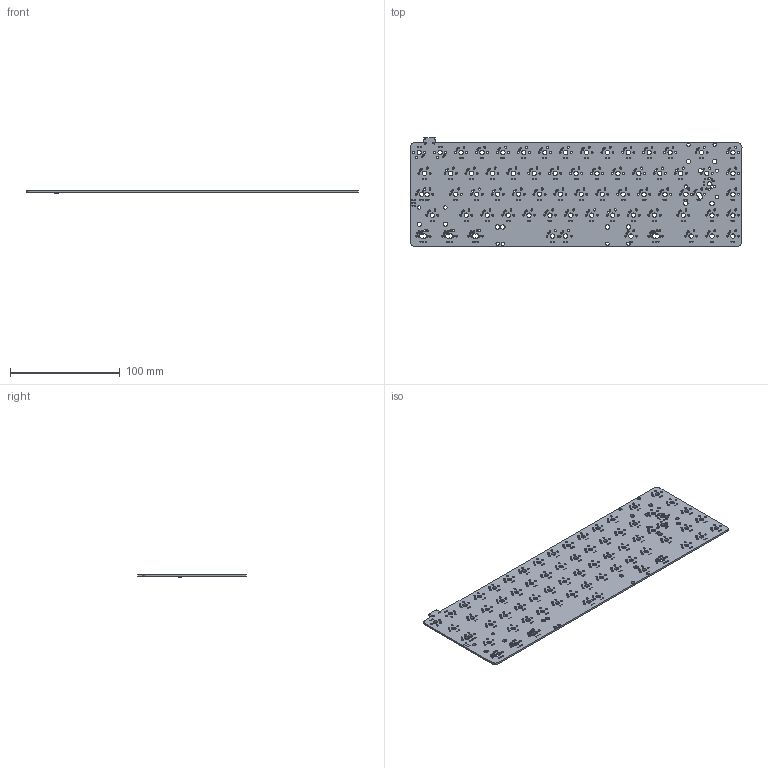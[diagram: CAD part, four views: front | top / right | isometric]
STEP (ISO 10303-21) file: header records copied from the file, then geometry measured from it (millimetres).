
FILE_DESCRIPTION(('KiCad electronic assembly'),'2;1');
FILE_NAME('EV65 PCB.step','2020-05-30T09:21:58',('An Author'),( 'A Company'),'Open CASCADE STEP processor 6.9', 'KiCad to STEP converter','Unknown');
FILE_SCHEMA(('AUTOMOTIVE_DESIGN { 1 0 10303 214 1 1 1 1 }'));
Length unit declared in the file: millimetre
Products named in the file (4): Open CASCADE STEP translator 6.9 1; Crystal_SMD_3225-4Pin_3.2x2.5mm; SOLID; COMPOUND
Assembly tree (3 placements, depth 3):
  Open CASCADE STEP translator 6.9 1
    Crystal_SMD_3225-4Pin_3.2x2.5mm
      SOLID
    COMPOUND
Bounding box: 302.43 x 98.55 x 2.29 mm (x, y, z)
Volume: 42224.5 mm3; surface area: 59834.3 mm2
Topology: 2 solids, 2 shells, 949 faces, 2829 edges, 1886 vertices
Faces by surface type: cylinder 915, plane 34
Full cylindrical faces by diameter (mm): 0.65 x2, 1 x6, 1.04 x141, 1.47 x148, 1.702 x1, 1.75 x133, 3.048 x11, 3.988 x74
Entity records: 72111 total; most frequent: DIRECTION 11811, CARTESIAN_POINT 11758, ORIENTED_EDGE 5658, PCURVE 5658, DEFINITIONAL_REPRESENTATION 5658, LINE 4419, VECTOR 4419, CIRCLE 3656
